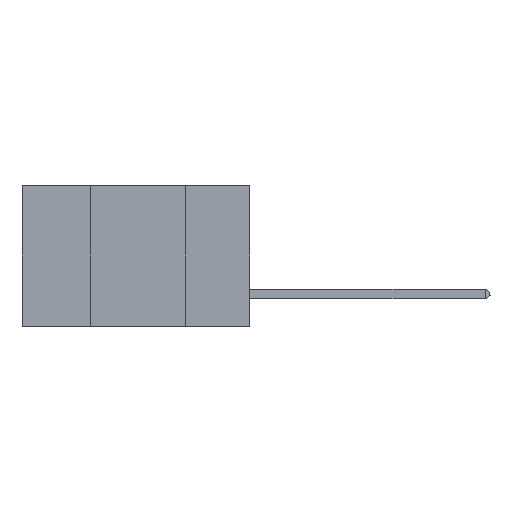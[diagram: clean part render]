
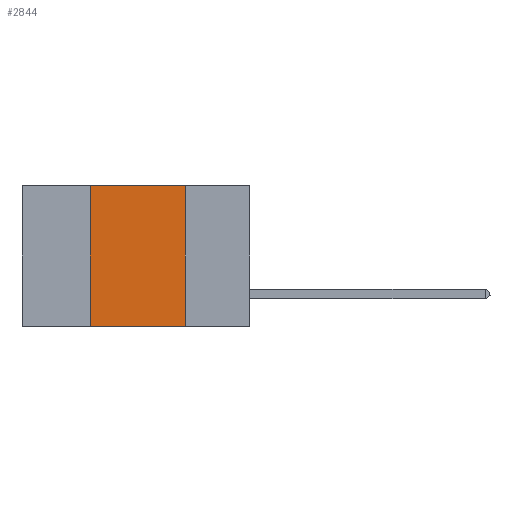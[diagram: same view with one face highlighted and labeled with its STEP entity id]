
A CAD part, left-side view. The second image highlights one B-rep face of the part: STEP entity #2844.
In plain terms, the highlighted planar face has unit normal (-1, 0, 0).
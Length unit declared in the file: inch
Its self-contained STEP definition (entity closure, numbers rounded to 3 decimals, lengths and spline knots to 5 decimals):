
#324 = CARTESIAN_POINT ( 'NONE',  ( 0., 0.42, -0.37 ) ) ;
#1120 = EDGE_LOOP ( 'NONE', ( #14722, #1738, #16137, #7736 ) ) ;
#1680 = VERTEX_POINT ( 'NONE', #324 ) ;
#1738 = ORIENTED_EDGE ( 'NONE', *, *, #12173, .F. ) ;
#2162 = DIRECTION ( 'NONE',  ( 0., -1., 0. ) ) ;
#2494 = LINE ( 'NONE', #15615, #3011 ) ;
#2649 = DIRECTION ( 'NONE',  ( 0., 0., 1. ) ) ;
#2801 = FACE_OUTER_BOUND ( 'NONE', #1120, .T. ) ;
#2844 = ADVANCED_FACE ( 'NONE', ( #2801 ), #21101, .F. ) ;
#3011 = VECTOR ( 'NONE', #2649, 39.37008 ) ;
#3629 = AXIS2_PLACEMENT_3D ( 'NONE', #6531, #4709, #11301 ) ;
#3918 = EDGE_CURVE ( 'NONE', #18285, #17956, #12441, .T. ) ;
#4126 = CARTESIAN_POINT ( 'NONE',  ( 0., 0.17, -0.37 ) ) ;
#4709 = DIRECTION ( 'NONE',  ( 1., 0., 0. ) ) ;
#6531 = CARTESIAN_POINT ( 'NONE',  ( 0., 0.6, 0. ) ) ;
#7209 = CARTESIAN_POINT ( 'NONE',  ( 0., 0.17, 0. ) ) ;
#7736 = ORIENTED_EDGE ( 'NONE', *, *, #12117, .T. ) ;
#8349 = DIRECTION ( 'NONE',  ( 0., 0., -1. ) ) ;
#8607 = CARTESIAN_POINT ( 'NONE',  ( 0., 0.6, -0.37 ) ) ;
#10623 = LINE ( 'NONE', #8607, #18049 ) ;
#11301 = DIRECTION ( 'NONE',  ( 0., 0., -1. ) ) ;
#11738 = CARTESIAN_POINT ( 'NONE',  ( 0., 0.42, 0. ) ) ;
#12003 = VERTEX_POINT ( 'NONE', #11738 ) ;
#12095 = DIRECTION ( 'NONE',  ( 0., -1., 0. ) ) ;
#12117 = EDGE_CURVE ( 'NONE', #1680, #17956, #10623, .T. ) ;
#12173 = EDGE_CURVE ( 'NONE', #12003, #18285, #16482, .T. ) ;
#12441 = LINE ( 'NONE', #18343, #12688 ) ;
#12688 = VECTOR ( 'NONE', #8349, 39.37008 ) ;
#14422 = VECTOR ( 'NONE', #2162, 39.37008 ) ;
#14722 = ORIENTED_EDGE ( 'NONE', *, *, #3918, .F. ) ;
#15615 = CARTESIAN_POINT ( 'NONE',  ( 0., 0.42, 0. ) ) ;
#16137 = ORIENTED_EDGE ( 'NONE', *, *, #17529, .F. ) ;
#16482 = LINE ( 'NONE', #20022, #14422 ) ;
#17529 = EDGE_CURVE ( 'NONE', #1680, #12003, #2494, .T. ) ;
#17956 = VERTEX_POINT ( 'NONE', #4126 ) ;
#18049 = VECTOR ( 'NONE', #12095, 39.37008 ) ;
#18285 = VERTEX_POINT ( 'NONE', #7209 ) ;
#18343 = CARTESIAN_POINT ( 'NONE',  ( 0., 0.17, 0. ) ) ;
#20022 = CARTESIAN_POINT ( 'NONE',  ( 0., 0.6, 0. ) ) ;
#21101 = PLANE ( 'NONE',  #3629 ) ;
